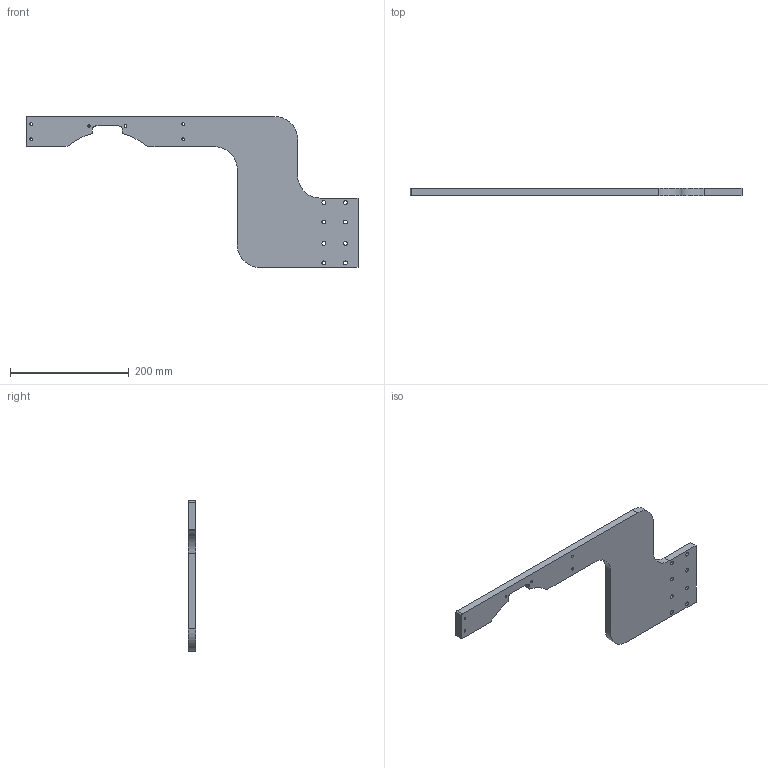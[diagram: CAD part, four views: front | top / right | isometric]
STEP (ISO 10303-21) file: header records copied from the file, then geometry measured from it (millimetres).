
FILE_DESCRIPTION(/* description */ (''),/* implementation_level */ '2;1');
FILE_NAME(/* name */ 'mounting_base.step',/* time_stamp */ '2021-05-17T15:59:19-07:00',/* author */ (''),/* organization */ (''),/* preprocessor_version */ 'ST-DEVELOPER v18.1',/* originating_system */ 'Autodesk Translation Framework v10.6.0.1341',/* authorisation */ '');
FILE_SCHEMA (('AUTOMOTIVE_DESIGN { 1 0 10303 214 3 1 1 }'));
Length unit declared in the file: inch
Products named in the file (2): ASSEMBLY_cleaned; chinrest arm simple
Assembly tree (1 placements, depth 2):
  ASSEMBLY_cleaned
    chinrest arm simple
Bounding box: 558.8 x 12.7 x 254 mm (x, y, z)
Volume: 666933.3 mm3; surface area: 128350.7 mm2
Topology: 1 solids, 1 shells, 40 faces, 114 edges, 76 vertices
Faces by surface type: cylinder 26, plane 14
Full cylindrical faces by diameter (mm): 4.234 x2, 4.496 x4, 6.528 x8
Entity records: 1472 total; most frequent: DIRECTION 252, CARTESIAN_POINT 233, ORIENTED_EDGE 228, EDGE_CURVE 114, AXIS2_PLACEMENT_3D 95, VERTEX_POINT 76, EDGE_LOOP 68, LINE 62
